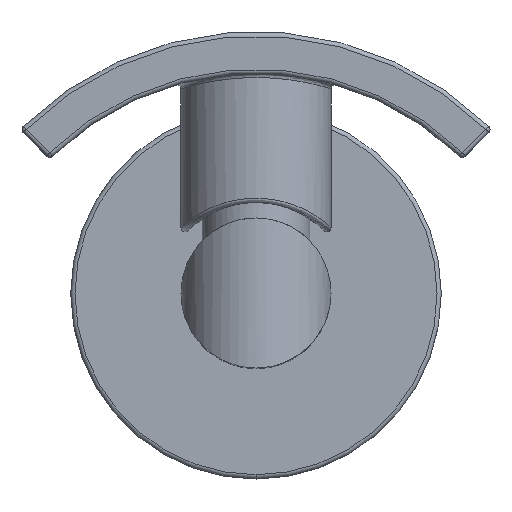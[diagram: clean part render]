
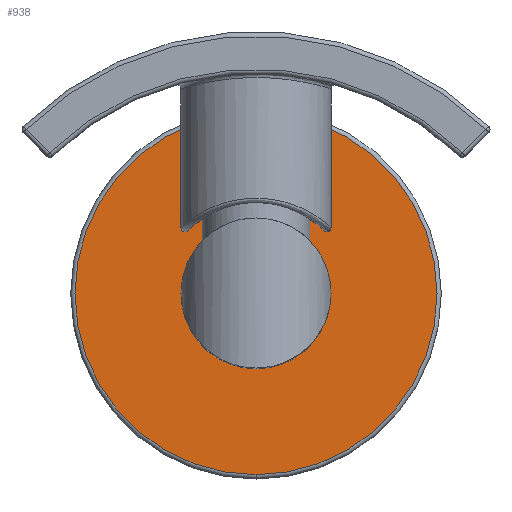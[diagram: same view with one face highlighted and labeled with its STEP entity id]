
A CAD part, top view. The second image highlights one B-rep face of the part: STEP entity #938.
In plain terms, the highlighted planar face has unit normal (0, 0, 1).
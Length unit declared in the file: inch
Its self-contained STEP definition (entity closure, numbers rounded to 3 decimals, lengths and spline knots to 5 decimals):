
#17=CARTESIAN_POINT('',(0.,0.,0.));
#18=DIRECTION('',(0.,0.,1.));
#19=DIRECTION('',(0.,1.,0.));
#20=AXIS2_PLACEMENT_3D('',#17,#18,#19);
#22=CARTESIAN_POINT('',(0.,0.,0.));
#23=DIRECTION('',(0.,0.,1.));
#24=DIRECTION('',(0.,-1.,0.));
#25=AXIS2_PLACEMENT_3D('',#22,#23,#24);
#27=CARTESIAN_POINT('',(0.,0.,0.));
#28=DIRECTION('',(0.,0.,1.));
#29=DIRECTION('',(-1.,0.,0.));
#30=AXIS2_PLACEMENT_3D('',#27,#28,#29);
#32=CARTESIAN_POINT('',(0.,0.,0.));
#33=DIRECTION('',(0.,0.,1.));
#34=DIRECTION('',(1.,0.,0.));
#35=AXIS2_PLACEMENT_3D('',#32,#33,#34);
#804=CARTESIAN_POINT('',(0.,0.855,0.));
#805=CARTESIAN_POINT('',(0.,-0.855,0.));
#806=VERTEX_POINT('',#804);
#807=VERTEX_POINT('',#805);
#816=CARTESIAN_POINT('',(-0.3543,0.,0.));
#817=CARTESIAN_POINT('',(0.3543,0.,0.));
#818=VERTEX_POINT('',#816);
#819=VERTEX_POINT('',#817);
#922=CARTESIAN_POINT('',(0.,0.,0.));
#923=DIRECTION('',(0.,0.,-1.));
#924=DIRECTION('',(0.,-1.,0.));
#925=AXIS2_PLACEMENT_3D('',#922,#923,#924);
#926=PLANE('',#925);
#928=ORIENTED_EDGE('',*,*,#927,.F.);
#929=ORIENTED_EDGE('',*,*,#912,.F.);
#930=EDGE_LOOP('',(#928,#929));
#931=FACE_OUTER_BOUND('',#930,.F.);
#933=ORIENTED_EDGE('',*,*,#932,.T.);
#935=ORIENTED_EDGE('',*,*,#934,.T.);
#936=EDGE_LOOP('',(#933,#935));
#937=FACE_BOUND('',#936,.F.);
#938=ADVANCED_FACE('',(#931,#937),#926,.F.);
#21=CIRCLE('',#20,0.855);
#26=CIRCLE('',#25,0.855);
#31=CIRCLE('',#30,0.3543);
#36=CIRCLE('',#35,0.3543);
#912=EDGE_CURVE('',#807,#806,#26,.T.);
#927=EDGE_CURVE('',#806,#807,#21,.T.);
#932=EDGE_CURVE('',#818,#819,#31,.T.);
#934=EDGE_CURVE('',#819,#818,#36,.T.);
